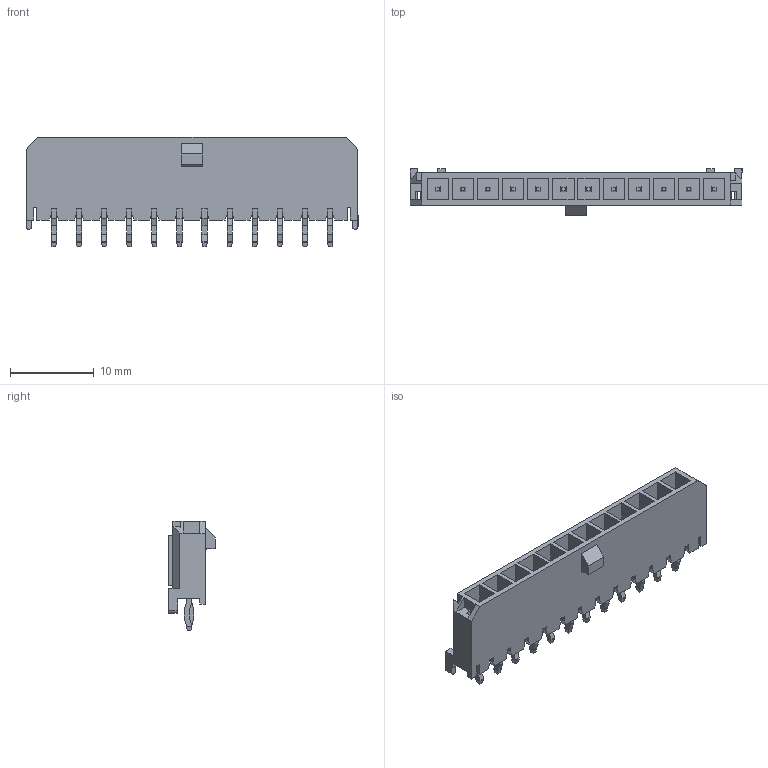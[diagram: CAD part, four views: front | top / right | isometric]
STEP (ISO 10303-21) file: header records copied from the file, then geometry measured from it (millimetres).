
FILE_DESCRIPTION(/* description */ ('Unknown'),/* implementation_level */ '2;1');
FILE_NAME(/* name */ 'J_Wurth_WR-MPC3_66201211122',/* time_stamp */ '2025-06-13T10:26:22+08:00',/* author */ ('Unknown'),/* organization */ ('Unknown'),/* preprocessor_version */ 'ST-DEVELOPER v19.4',/* originating_system */ 'Solid Edge',/* authorisation */ 'Unknown');
FILE_SCHEMA (('AUTOMOTIVE_DESIGN {1 0 10303 214 3 1 1}'));
Length unit declared in the file: millimetre
Products named in the file (2): J_Wurth_WR-MPC3_66201211122
Assembly tree (1 placements, depth 2):
  J_Wurth_WR-MPC3_66201211122
    J_Wurth_WR-MPC3_66201211122
Bounding box: 39.65 x 5.57 x 13.08 mm (x, y, z)
Volume: 888.3 mm3; surface area: 2474.9 mm2
Topology: 1 solids, 1 shells, 686 faces, 1793 edges, 1128 vertices
Faces by surface type: plane 683, cylinder 3
Entity records: 25208 total; most frequent: CARTESIAN_POINT 3609, ORIENTED_EDGE 3586, DIRECTION 3175, EDGE_CURVE 1793, LINE 1787, VECTOR 1787, VERTEX_POINT 1128, EDGE_LOOP 713
